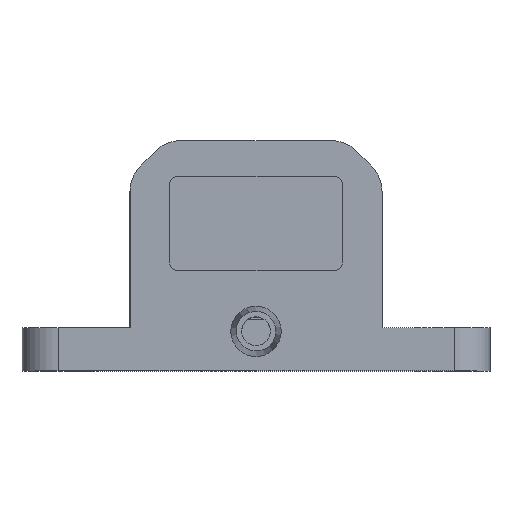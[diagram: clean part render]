
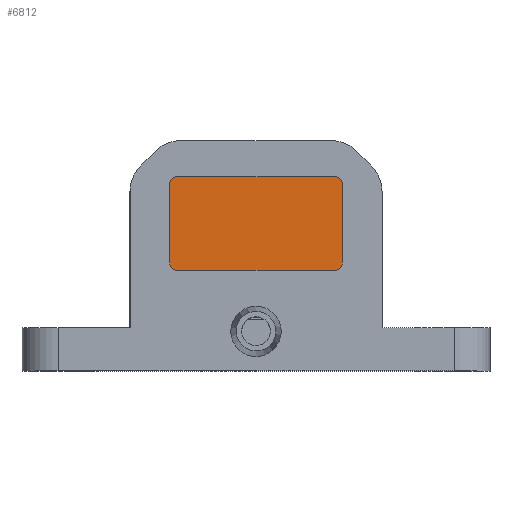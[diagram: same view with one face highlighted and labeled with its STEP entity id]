
A CAD part, top view. The second image highlights one B-rep face of the part: STEP entity #6812.
In plain terms, the highlighted planar face has unit normal (0, 0, 1).
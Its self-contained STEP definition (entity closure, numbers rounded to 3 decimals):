
#144 = PLANE ( 'NONE',  #31309 ) ;
#1349 = ORIENTED_EDGE ( 'NONE', *, *, #10940, .T. ) ;
#2130 = CARTESIAN_POINT ( 'NONE',  ( -12., 15., 33.6 ) ) ;
#2320 = EDGE_CURVE ( 'NONE', #31041, #8796, #26021, .T. ) ;
#3131 = DIRECTION ( 'NONE',  ( 0., 0., 1. ) ) ;
#3427 = LINE ( 'NONE', #2130, #27935 ) ;
#3522 = CARTESIAN_POINT ( 'NONE',  ( -11., 15., 33.6 ) ) ;
#3662 = DIRECTION ( 'NONE',  ( 0., 1., 0. ) ) ;
#3765 = DIRECTION ( 'NONE',  ( -1., 0., 0. ) ) ;
#4257 = EDGE_CURVE ( 'NONE', #6739, #5305, #14102, .T. ) ;
#4786 = FACE_OUTER_BOUND ( 'NONE', #6453, .T. ) ;
#5305 = VERTEX_POINT ( 'NONE', #18666 ) ;
#5359 = VECTOR ( 'NONE', #20656, 1000. ) ;
#5596 = CARTESIAN_POINT ( 'NONE',  ( -11., 15., 33.6 ) ) ;
#6453 = EDGE_LOOP ( 'NONE', ( #35790, #38782, #33219, #1349, #39979, #25477, #25141, #10935 ) ) ;
#6640 = VERTEX_POINT ( 'NONE', #12049 ) ;
#6739 = VERTEX_POINT ( 'NONE', #41422 ) ;
#6765 = DIRECTION ( 'NONE',  ( 1., 0., 0. ) ) ;
#6812 = ADVANCED_FACE ( 'NONE', ( #4786 ), #144, .T. ) ;
#8796 = VERTEX_POINT ( 'NONE', #22033 ) ;
#8798 = DIRECTION ( 'NONE',  ( 1., 0., 0. ) ) ;
#10867 = LINE ( 'NONE', #22821, #25911 ) ;
#10935 = ORIENTED_EDGE ( 'NONE', *, *, #13492, .T. ) ;
#10940 = EDGE_CURVE ( 'NONE', #11448, #6640, #10867, .T. ) ;
#11255 = AXIS2_PLACEMENT_3D ( 'NONE', #5596, #27955, #8798 ) ;
#11448 = VERTEX_POINT ( 'NONE', #40384 ) ;
#12049 = CARTESIAN_POINT ( 'NONE',  ( 12., 26., 33.6 ) ) ;
#12664 = CARTESIAN_POINT ( 'NONE',  ( 11., 15., 33.6 ) ) ;
#13200 = CARTESIAN_POINT ( 'NONE',  ( -11., 26., 33.6 ) ) ;
#13492 = EDGE_CURVE ( 'NONE', #8796, #6739, #3427, .T. ) ;
#14102 = CIRCLE ( 'NONE', #11255, 1. ) ;
#15527 = EDGE_CURVE ( 'NONE', #29741, #31041, #27108, .T. ) ;
#15900 = DIRECTION ( 'NONE',  ( 1., 0., 0. ) ) ;
#16418 = DIRECTION ( 'NONE',  ( 1., 0., 0. ) ) ;
#17469 = CARTESIAN_POINT ( 'NONE',  ( -11., 14., 33.6 ) ) ;
#18666 = CARTESIAN_POINT ( 'NONE',  ( -11., 14., 33.6 ) ) ;
#18867 = CARTESIAN_POINT ( 'NONE',  ( 11., 27., 33.6 ) ) ;
#19315 = EDGE_CURVE ( 'NONE', #32126, #11448, #40572, .T. ) ;
#20656 = DIRECTION ( 'NONE',  ( 1., 0., 0. ) ) ;
#20979 = CIRCLE ( 'NONE', #37605, 1. ) ;
#21243 = DIRECTION ( 'NONE',  ( 0., -1., 0. ) ) ;
#22033 = CARTESIAN_POINT ( 'NONE',  ( -12., 26., 33.6 ) ) ;
#22043 = AXIS2_PLACEMENT_3D ( 'NONE', #12664, #35069, #15900 ) ;
#22261 = CARTESIAN_POINT ( 'NONE',  ( 11., 26., 33.6 ) ) ;
#22726 = CARTESIAN_POINT ( 'NONE',  ( 11., 14., 33.6 ) ) ;
#22821 = CARTESIAN_POINT ( 'NONE',  ( 12., 15., 33.6 ) ) ;
#25141 = ORIENTED_EDGE ( 'NONE', *, *, #2320, .T. ) ;
#25477 = ORIENTED_EDGE ( 'NONE', *, *, #15527, .T. ) ;
#25511 = CARTESIAN_POINT ( 'NONE',  ( -11., 27., 33.6 ) ) ;
#25516 = DIRECTION ( 'NONE',  ( 1., 0., 0. ) ) ;
#25911 = VECTOR ( 'NONE', #3662, 1000. ) ;
#25917 = DIRECTION ( 'NONE',  ( 0., 0., 1. ) ) ;
#26021 = CIRCLE ( 'NONE', #29662, 1. ) ;
#26114 = VECTOR ( 'NONE', #3765, 1000. ) ;
#27108 = LINE ( 'NONE', #29228, #26114 ) ;
#27935 = VECTOR ( 'NONE', #21243, 1000. ) ;
#27955 = DIRECTION ( 'NONE',  ( 0., 0., 1. ) ) ;
#29228 = CARTESIAN_POINT ( 'NONE',  ( -11., 27., 33.6 ) ) ;
#29662 = AXIS2_PLACEMENT_3D ( 'NONE', #13200, #35604, #16418 ) ;
#29741 = VERTEX_POINT ( 'NONE', #18867 ) ;
#31041 = VERTEX_POINT ( 'NONE', #25511 ) ;
#31309 = AXIS2_PLACEMENT_3D ( 'NONE', #3522, #25917, #6765 ) ;
#31327 = EDGE_CURVE ( 'NONE', #5305, #32126, #39373, .T. ) ;
#32126 = VERTEX_POINT ( 'NONE', #22726 ) ;
#33219 = ORIENTED_EDGE ( 'NONE', *, *, #19315, .T. ) ;
#33293 = EDGE_CURVE ( 'NONE', #6640, #29741, #20979, .T. ) ;
#35069 = DIRECTION ( 'NONE',  ( 0., 0., 1. ) ) ;
#35604 = DIRECTION ( 'NONE',  ( 0., 0., 1. ) ) ;
#35790 = ORIENTED_EDGE ( 'NONE', *, *, #4257, .T. ) ;
#37605 = AXIS2_PLACEMENT_3D ( 'NONE', #22261, #3131, #25516 ) ;
#38782 = ORIENTED_EDGE ( 'NONE', *, *, #31327, .T. ) ;
#39373 = LINE ( 'NONE', #17469, #5359 ) ;
#39979 = ORIENTED_EDGE ( 'NONE', *, *, #33293, .T. ) ;
#40384 = CARTESIAN_POINT ( 'NONE',  ( 12., 15., 33.6 ) ) ;
#40572 = CIRCLE ( 'NONE', #22043, 1. ) ;
#41422 = CARTESIAN_POINT ( 'NONE',  ( -12., 15., 33.6 ) ) ;
